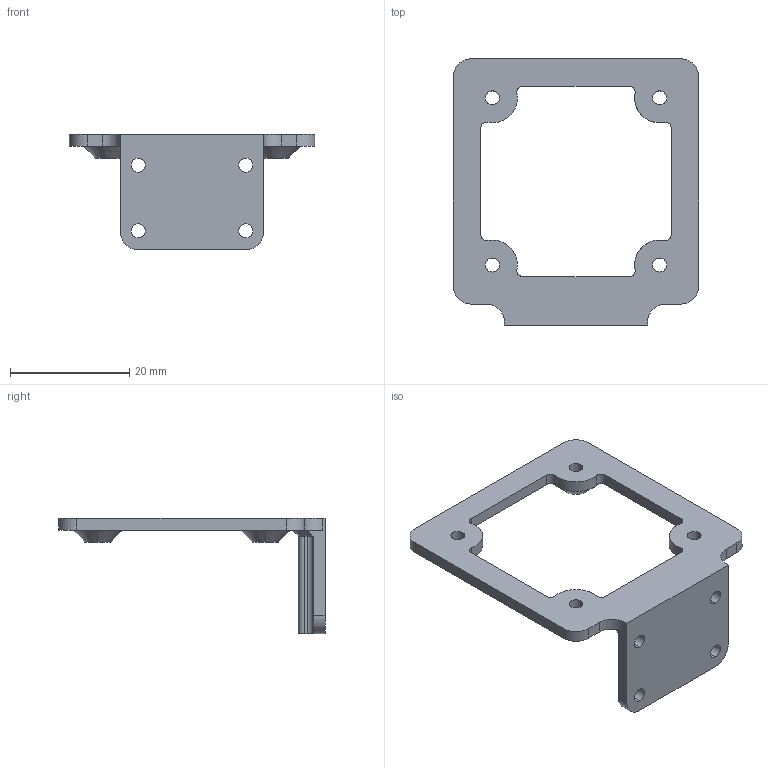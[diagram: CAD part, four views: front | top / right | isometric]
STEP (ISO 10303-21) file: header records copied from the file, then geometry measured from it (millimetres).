
FILE_DESCRIPTION (( 'STEP AP214' ), '1' );
FILE_NAME ('Mount_Hybrid_sensor-Camera.STEP', '2022-08-21T22:53:01', ( '' ), ( '' ), 'SwSTEP 2.0', 'SolidWorks 2021', '' );
FILE_SCHEMA (( 'AUTOMOTIVE_DESIGN' ));
Length unit declared in the file: millimetre
Products named in the file (1): Mount_Hybrid_sensor-Camera
Bounding box: 41.1 x 44.6 x 19.35 mm (x, y, z)
Volume: 3276.8 mm3; surface area: 3443.2 mm2
Topology: 1 solids, 1 shells, 85 faces, 231 edges, 146 vertices
Faces by surface type: cylinder 44, plane 29, cone 12
Entity records: 2761 total; most frequent: DIRECTION 509, CARTESIAN_POINT 461, ORIENTED_EDGE 458, EDGE_CURVE 229, AXIS2_PLACEMENT_3D 194, VERTEX_POINT 146, VECTOR 121, LINE 121
